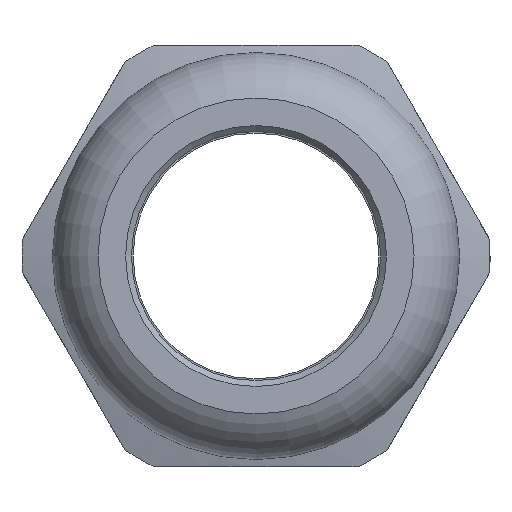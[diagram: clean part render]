
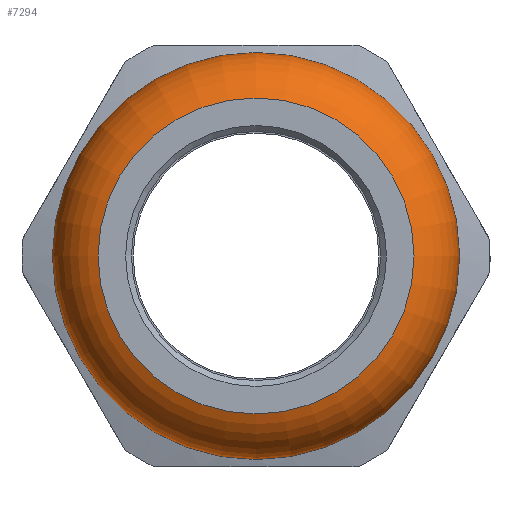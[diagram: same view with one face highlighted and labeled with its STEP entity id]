
A CAD part, left-side view. The second image highlights one B-rep face of the part: STEP entity #7294.
In plain terms, the highlighted toroidal (fillet/blend) face has major radius 11.4 mm and minor radius 6 mm.
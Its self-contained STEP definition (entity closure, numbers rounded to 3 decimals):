
#73=TOROIDAL_SURFACE('',#8103,11.4,6.);
#1707=FACE_BOUND('',#2574,.T.);
#2117=FACE_OUTER_BOUND('',#2573,.T.);
#2573=EDGE_LOOP('',(#6715));
#2574=EDGE_LOOP('',(#6716));
#2976=CIRCLE('',#8104,17.4);
#2977=CIRCLE('',#8105,13.501);
#3687=VERTEX_POINT('',#13097);
#3688=VERTEX_POINT('',#13099);
#4730=EDGE_CURVE('',#3687,#3687,#2976,.T.);
#4731=EDGE_CURVE('',#3688,#3688,#2977,.T.);
#6715=ORIENTED_EDGE('',*,*,#4730,.F.);
#6716=ORIENTED_EDGE('',*,*,#4731,.T.);
#7294=ADVANCED_FACE('',(#2117,#1707),#73,.T.);
#8103=AXIS2_PLACEMENT_3D('',#13096,#10242,#10243);
#8104=AXIS2_PLACEMENT_3D('',#13098,#10244,#10245);
#8105=AXIS2_PLACEMENT_3D('',#13100,#10246,#10247);
#10242=DIRECTION('center_axis',(1.,0.,0.));
#10243=DIRECTION('ref_axis',(0.,0.,-1.));
#10244=DIRECTION('center_axis',(1.,0.,0.));
#10245=DIRECTION('ref_axis',(0.,0.,-1.));
#10246=DIRECTION('center_axis',(1.,0.,0.));
#10247=DIRECTION('ref_axis',(0.,0.,-1.));
#13096=CARTESIAN_POINT('Origin',(5.62,0.,0.));
#13097=CARTESIAN_POINT('',(5.62,17.4,0.));
#13098=CARTESIAN_POINT('Origin',(5.62,0.,0.));
#13099=CARTESIAN_POINT('',(0.,13.501,0.));
#13100=CARTESIAN_POINT('Origin',(0.,0.,0.));
